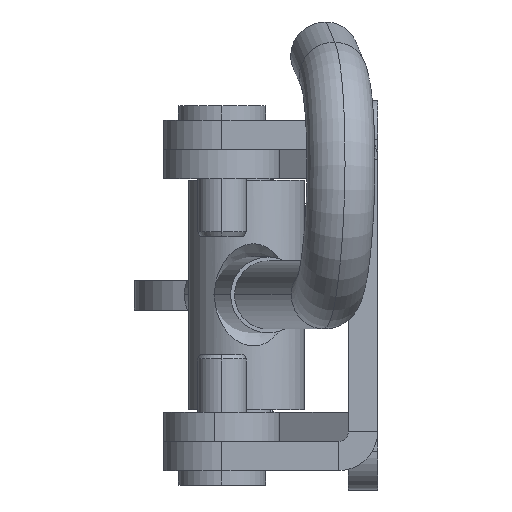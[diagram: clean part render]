
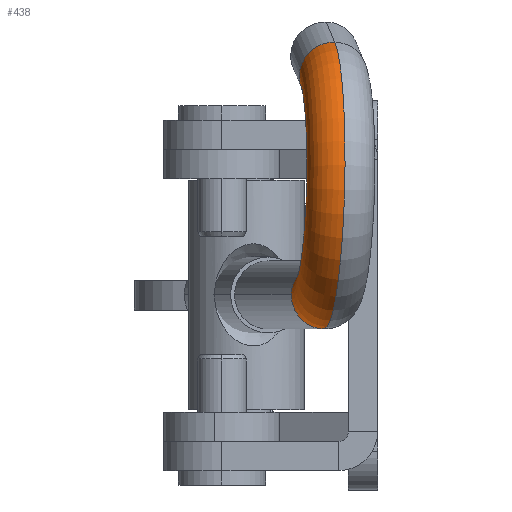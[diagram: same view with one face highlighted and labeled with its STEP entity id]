
A CAD part, left-side view. The second image highlights one B-rep face of the part: STEP entity #438.
In plain terms, the highlighted toroidal (fillet/blend) face has major radius 11.5 mm and minor radius 3.5 mm.
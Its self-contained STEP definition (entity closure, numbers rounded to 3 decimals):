
#127 = DIRECTION ( 'NONE',  ( 0., 0., 1. ) ) ;
#143 = DIRECTION ( 'NONE',  ( 0., 1., 0. ) ) ;
#155 = CARTESIAN_POINT ( 'NONE',  ( 0., 89., 0. ) ) ;
#426 = CIRCLE ( 'NONE', #3005, 15. ) ;
#438 = ADVANCED_FACE ( 'NONE', ( #2905 ), #3910, .T. ) ;
#586 = CIRCLE ( 'NONE', #4211, 3.5 ) ;
#697 = CARTESIAN_POINT ( 'NONE',  ( 0., 89., 3.5 ) ) ;
#976 = DIRECTION ( 'NONE',  ( 0., 1., 0. ) ) ;
#1000 = CARTESIAN_POINT ( 'NONE',  ( 0., 89., 0. ) ) ;
#1014 = DIRECTION ( 'NONE',  ( 0., 0., 1. ) ) ;
#1117 = EDGE_CURVE ( 'NONE', #4114, #3216, #586, .T. ) ;
#1234 = ORIENTED_EDGE ( 'NONE', *, *, #1283, .F. ) ;
#1254 = EDGE_CURVE ( 'NONE', #3216, #2046, #426, .T. ) ;
#1283 = EDGE_CURVE ( 'NONE', #4232, #2046, #3462, .T. ) ;
#1397 = CARTESIAN_POINT ( 'NONE',  ( 3.5, 89., 0. ) ) ;
#1497 = DIRECTION ( 'NONE',  ( 0., 0., 1. ) ) ;
#1730 = CARTESIAN_POINT ( 'NONE',  ( -3.5, 89., 0. ) ) ;
#1756 = CIRCLE ( 'NONE', #1916, 8. ) ;
#1916 = AXIS2_PLACEMENT_3D ( 'NONE', #3508, #1497, #3205 ) ;
#1933 = EDGE_CURVE ( 'NONE', #2583, #4114, #2465, .T. ) ;
#2046 = VERTEX_POINT ( 'NONE', #4145 ) ;
#2197 = AXIS2_PLACEMENT_3D ( 'NONE', #155, #143, #127 ) ;
#2281 = CARTESIAN_POINT ( 'NONE',  ( -19.227, 91.071, 0. ) ) ;
#2443 = AXIS2_PLACEMENT_3D ( 'NONE', #3573, #3805, #3820 ) ;
#2465 = CIRCLE ( 'NONE', #2197, 3.5 ) ;
#2583 = VERTEX_POINT ( 'NONE', #1730 ) ;
#2718 = EDGE_CURVE ( 'NONE', #2583, #4232, #1756, .T. ) ;
#2774 = CARTESIAN_POINT ( 'NONE',  ( -11.5, 89., 0. ) ) ;
#2905 = FACE_OUTER_BOUND ( 'NONE', #3180, .T. ) ;
#2934 = CARTESIAN_POINT ( 'NONE',  ( -11.5, 89., 0. ) ) ;
#2949 = DIRECTION ( 'NONE',  ( 0., 0., 1. ) ) ;
#3005 = AXIS2_PLACEMENT_3D ( 'NONE', #2934, #2949, #3147 ) ;
#3061 = ORIENTED_EDGE ( 'NONE', *, *, #1254, .T. ) ;
#3093 = ORIENTED_EDGE ( 'NONE', *, *, #1933, .T. ) ;
#3111 = ORIENTED_EDGE ( 'NONE', *, *, #1117, .T. ) ;
#3147 = DIRECTION ( 'NONE',  ( 1., 0., 0. ) ) ;
#3180 = EDGE_LOOP ( 'NONE', ( #3111, #3061, #1234, #3272, #3093 ) ) ;
#3205 = DIRECTION ( 'NONE',  ( 1., 0., 0. ) ) ;
#3216 = VERTEX_POINT ( 'NONE', #1397 ) ;
#3272 = ORIENTED_EDGE ( 'NONE', *, *, #2718, .F. ) ;
#3324 = AXIS2_PLACEMENT_3D ( 'NONE', #2774, #3522, #3505 ) ;
#3462 = CIRCLE ( 'NONE', #2443, 3.5 ) ;
#3505 = DIRECTION ( 'NONE',  ( 1., 0., 0. ) ) ;
#3508 = CARTESIAN_POINT ( 'NONE',  ( -11.5, 89., 0. ) ) ;
#3522 = DIRECTION ( 'NONE',  ( 0., 0., 1. ) ) ;
#3573 = CARTESIAN_POINT ( 'NONE',  ( -22.608, 91.976, 0. ) ) ;
#3805 = DIRECTION ( 'NONE',  ( -0.259, -0.966, 0. ) ) ;
#3820 = DIRECTION ( 'NONE',  ( 0., 0., 1. ) ) ;
#3910 = TOROIDAL_SURFACE ( 'NONE', #3324, 11.5, 3.5 ) ;
#4114 = VERTEX_POINT ( 'NONE', #697 ) ;
#4145 = CARTESIAN_POINT ( 'NONE',  ( -25.989, 92.882, 0. ) ) ;
#4211 = AXIS2_PLACEMENT_3D ( 'NONE', #1000, #976, #1014 ) ;
#4232 = VERTEX_POINT ( 'NONE', #2281 ) ;
